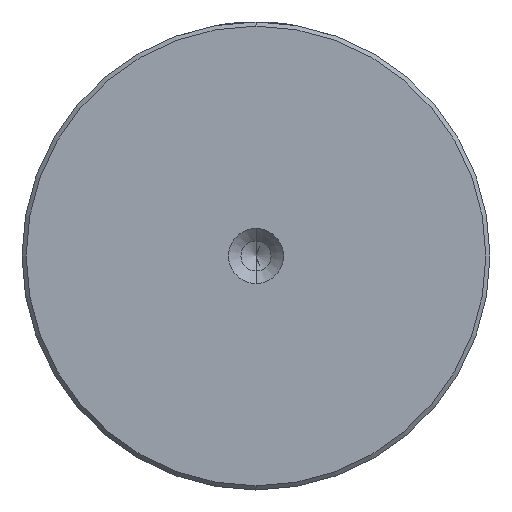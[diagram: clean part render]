
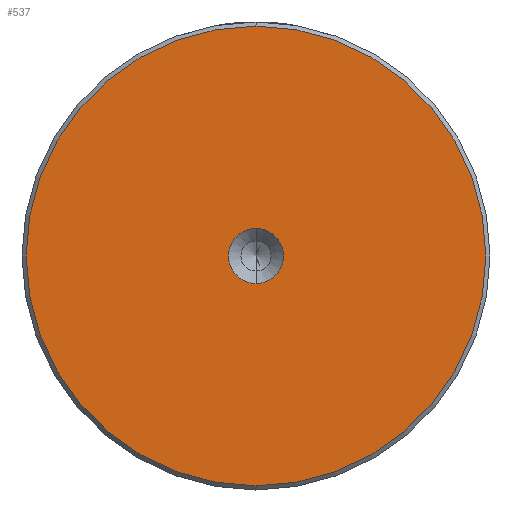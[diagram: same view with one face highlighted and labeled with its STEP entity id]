
A CAD part, left-side view. The second image highlights one B-rep face of the part: STEP entity #537.
In plain terms, the highlighted planar face has unit normal (-1, 0, 0).
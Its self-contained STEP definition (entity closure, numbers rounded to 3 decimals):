
#25 = EDGE_CURVE ( 'NONE', #437, #1004, #815, .T. ) ;
#64 = AXIS2_PLACEMENT_3D ( 'NONE', #420, #217, #2329 ) ;
#85 = EDGE_LOOP ( 'NONE', ( #1691, #1234 ) ) ;
#117 = CARTESIAN_POINT ( 'NONE',  ( 0., 0., 0. ) ) ;
#168 = DIRECTION ( 'NONE',  ( -1., 0., 0. ) ) ;
#206 = ORIENTED_EDGE ( 'NONE', *, *, #405, .T. ) ;
#217 = DIRECTION ( 'NONE',  ( -1., 0., 0. ) ) ;
#251 = DIRECTION ( 'NONE',  ( 0., 0., 1. ) ) ;
#324 = DIRECTION ( 'NONE',  ( 0., 0., 1. ) ) ;
#405 = EDGE_CURVE ( 'NONE', #1004, #437, #1003, .T. ) ;
#417 = DIRECTION ( 'NONE',  ( 0., 0., 1. ) ) ;
#420 = CARTESIAN_POINT ( 'NONE',  ( 0., 0., 0. ) ) ;
#437 = VERTEX_POINT ( 'NONE', #1798 ) ;
#452 = DIRECTION ( 'NONE',  ( -1., 0., 0. ) ) ;
#469 = CARTESIAN_POINT ( 'NONE',  ( 0., 0., 0. ) ) ;
#537 = ADVANCED_FACE ( 'NONE', ( #1375, #2289 ), #2127, .T. ) ;
#657 = CARTESIAN_POINT ( 'NONE',  ( 0., 0., 0. ) ) ;
#796 = VERTEX_POINT ( 'NONE', #1367 ) ;
#815 = CIRCLE ( 'NONE', #2036, 27.5 ) ;
#827 = AXIS2_PLACEMENT_3D ( 'NONE', #117, #1461, #324 ) ;
#899 = ORIENTED_EDGE ( 'NONE', *, *, #25, .T. ) ;
#947 = AXIS2_PLACEMENT_3D ( 'NONE', #1317, #168, #1506 ) ;
#960 = CIRCLE ( 'NONE', #827, 3.3 ) ;
#996 = CARTESIAN_POINT ( 'NONE',  ( 0., 0., 3.3 ) ) ;
#1003 = CIRCLE ( 'NONE', #1288, 27.5 ) ;
#1004 = VERTEX_POINT ( 'NONE', #2010 ) ;
#1153 = CIRCLE ( 'NONE', #947, 3.3 ) ;
#1191 = EDGE_CURVE ( 'NONE', #1580, #796, #960, .T. ) ;
#1234 = ORIENTED_EDGE ( 'NONE', *, *, #1926, .F. ) ;
#1288 = AXIS2_PLACEMENT_3D ( 'NONE', #657, #2172, #251 ) ;
#1317 = CARTESIAN_POINT ( 'NONE',  ( 0., 0., 0. ) ) ;
#1367 = CARTESIAN_POINT ( 'NONE',  ( 0., 0., -3.3 ) ) ;
#1375 = FACE_OUTER_BOUND ( 'NONE', #1758, .T. ) ;
#1461 = DIRECTION ( 'NONE',  ( -1., 0., 0. ) ) ;
#1506 = DIRECTION ( 'NONE',  ( 0., 0., 1. ) ) ;
#1580 = VERTEX_POINT ( 'NONE', #996 ) ;
#1691 = ORIENTED_EDGE ( 'NONE', *, *, #1191, .F. ) ;
#1758 = EDGE_LOOP ( 'NONE', ( #899, #206 ) ) ;
#1798 = CARTESIAN_POINT ( 'NONE',  ( 0., 0., -27.5 ) ) ;
#1926 = EDGE_CURVE ( 'NONE', #796, #1580, #1153, .T. ) ;
#2010 = CARTESIAN_POINT ( 'NONE',  ( 0., 0., 27.5 ) ) ;
#2036 = AXIS2_PLACEMENT_3D ( 'NONE', #469, #452, #417 ) ;
#2127 = PLANE ( 'NONE',  #64 ) ;
#2172 = DIRECTION ( 'NONE',  ( -1., 0., 0. ) ) ;
#2289 = FACE_BOUND ( 'NONE', #85, .T. ) ;
#2329 = DIRECTION ( 'NONE',  ( 0., 0., 1. ) ) ;
